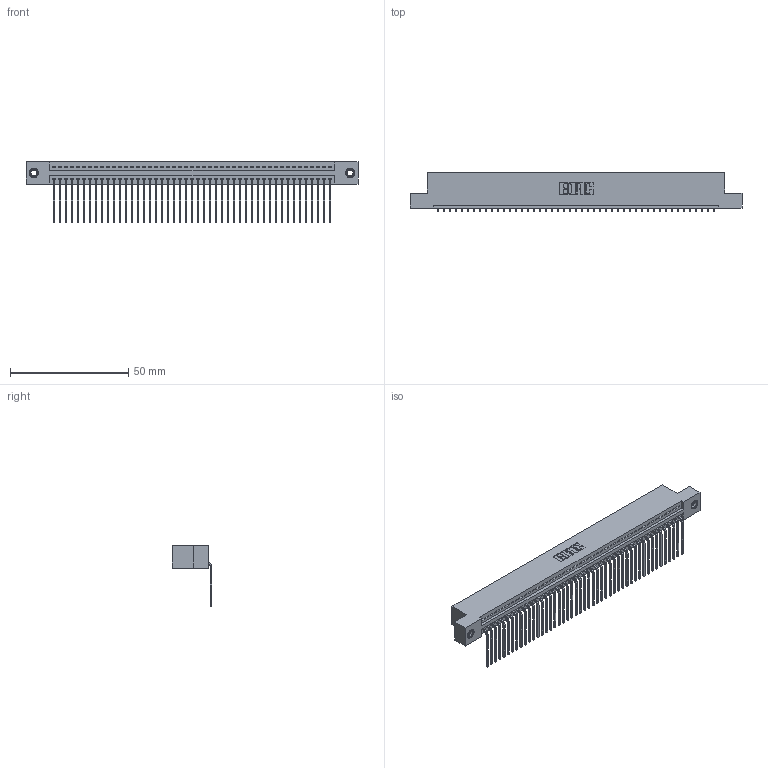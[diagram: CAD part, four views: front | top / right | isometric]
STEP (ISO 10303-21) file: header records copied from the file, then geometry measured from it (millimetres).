
FILE_DESCRIPTION (( 'STEP AP203' ), '1' );
FILE_NAME ('395-047-559-107.STEP', '2018-11-19T15:36:09', ( '' ), ( '' ), 'SwSTEP 2.0', 'SolidWorks 2016', '' );
FILE_SCHEMA (( 'CONFIG_CONTROL_DESIGN' ));
Length unit declared in the file: inch
Products named in the file (4): 345 Part_Flush Mounting Lugs - 0.156 Dia-TI; 345-250-001_345-250-005-103; 345-292-001_558 559 Tail - 1; 395-047-559-107
Assembly tree (50 placements, depth 2):
  395-047-559-107
    345 Part_Flush Mounting Lugs - 0.156 Dia-TI
    345-292-001_558 559 Tail - 1  x47
    345-250-001_345-250-005-103  x2
Bounding box: 140.59 x 16.75 x 25.53 mm (x, y, z)
Volume: 13537.3 mm3; surface area: 19010.5 mm2
Topology: 50 solids, 50 shells, 3006 faces, 9031 edges, 5950 vertices
Faces by surface type: plane 2086, cylinder 904, cone 12, torus 4
Entity records: 35970 total; most frequent: CARTESIAN_POINT 6212, ORIENTED_EDGE 6186, DIRECTION 5445, EDGE_CURVE 3093, VECTOR 2753, LINE 2753, VERTEX_POINT 2056, AXIS2_PLACEMENT_3D 1346
